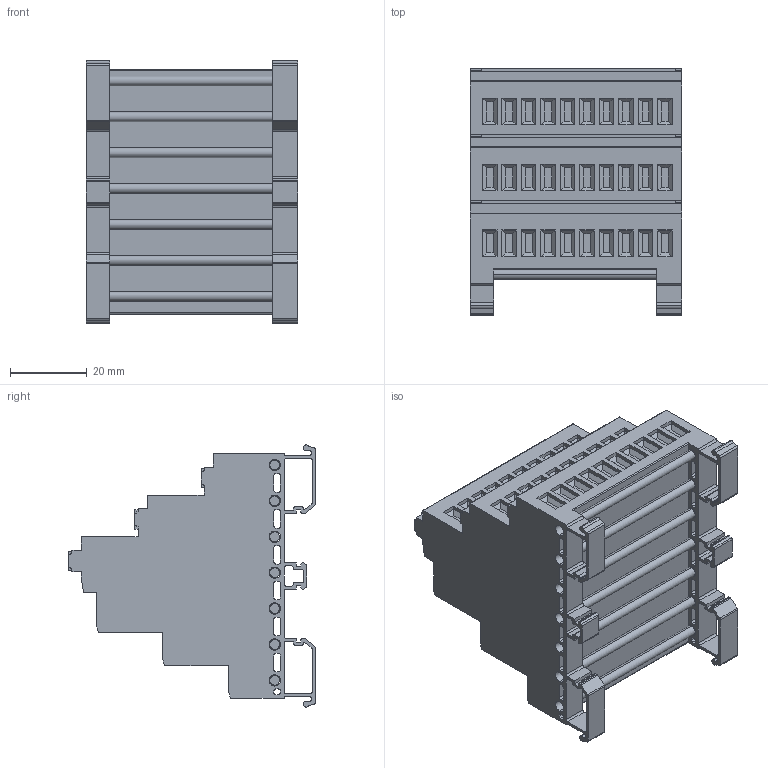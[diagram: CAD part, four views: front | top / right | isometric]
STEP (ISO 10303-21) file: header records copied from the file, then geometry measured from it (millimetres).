
FILE_DESCRIPTION (( 'STEP AP203' ), '1' );
FILE_NAME ('5,08 RTKSK - R 10 LU.STEP', '2023-04-13T13:50:04', ( '' ), ( '' ), 'SwSTEP 2.0', 'SolidWorks 2020', '' );
FILE_SCHEMA (( 'CONFIG_CONTROL_DESIGN' ));
Products named in the file (1): 5,08 RTKSK - R 10 LU
Bounding box: 55.29 x 64.28 x 68.41 mm (x, y, z)
Volume: 109712.1 mm3; surface area: 30834 mm2
Topology: 1 solids, 1 shells, 1722 faces, 4823 edges, 3166 vertices
Faces by surface type: plane 1297, cylinder 425
Entity records: 55223 total; most frequent: CARTESIAN_POINT 9883, ORIENTED_EDGE 9646, DIRECTION 9214, EDGE_CURVE 4823, LINE 3764, VECTOR 3764, VERTEX_POINT 3166, AXIS2_PLACEMENT_3D 2725
